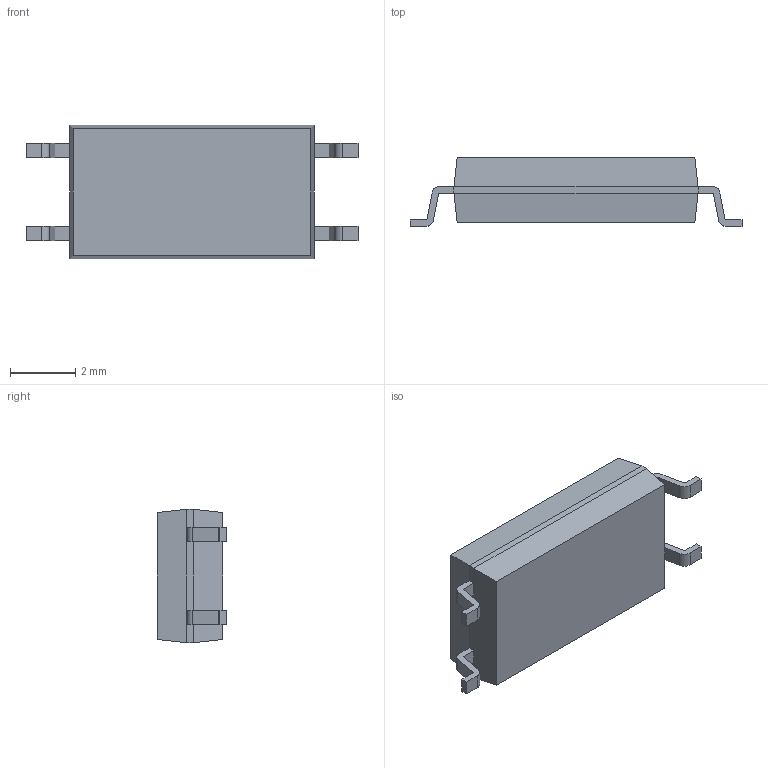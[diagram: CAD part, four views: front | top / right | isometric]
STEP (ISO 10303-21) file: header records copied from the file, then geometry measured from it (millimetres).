
FILE_DESCRIPTION (( 'STEP AP214' ), '1' );
FILE_NAME ('User Library-TCLT100-SOP4L.STEP', '2014-06-25T14:12:14', ( 'Windows User' ), ( '' ), 'SwSTEP 2.0', 'SolidWorks 2014', '' );
FILE_SCHEMA (( 'AUTOMOTIVE_DESIGN' ));
Length unit declared in the file: millimetre
Products named in the file (1): User Library-TCLT100-SOP4L
Bounding box: 10.2 x 2.12 x 4.1 mm (x, y, z)
Volume: 60.1 mm3; surface area: 114.3 mm2
Topology: 1 solids, 1 shells, 80 faces, 303 edges, 235 vertices
Faces by surface type: plane 64, cylinder 14, torus 2
Entity records: 4806 total; most frequent: CARTESIAN_POINT 1443, ORIENTED_EDGE 606, DIRECTION 424, EDGE_CURVE 303, VERTEX_POINT 235, LINE 198, VECTOR 198, AXIS2_PLACEMENT_3D 113
